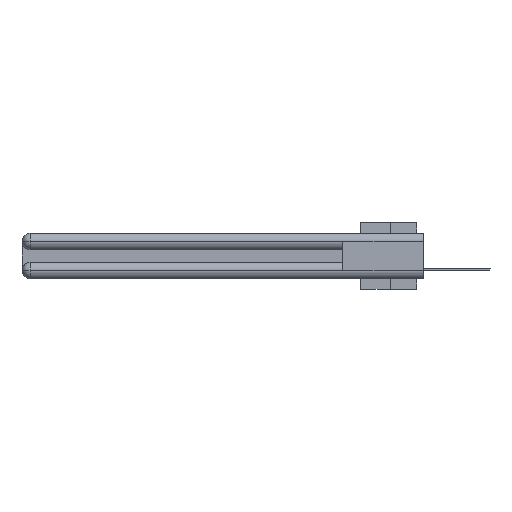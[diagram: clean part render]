
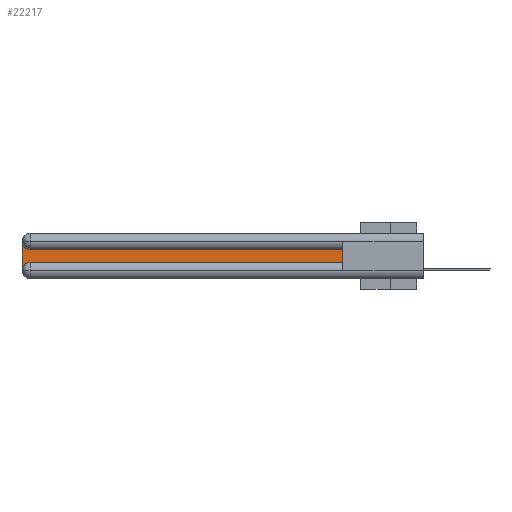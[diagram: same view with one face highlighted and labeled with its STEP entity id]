
A CAD part, left-side view. The second image highlights one B-rep face of the part: STEP entity #22217.
In plain terms, the highlighted planar face has unit normal (-1, 0, 0).
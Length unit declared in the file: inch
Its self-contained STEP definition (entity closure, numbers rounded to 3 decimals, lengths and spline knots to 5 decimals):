
#576 = ORIENTED_EDGE ( 'NONE', *, *, #21709, .T. ) ;
#590 = ORIENTED_EDGE ( 'NONE', *, *, #23838, .T. ) ;
#707 = AXIS2_PLACEMENT_3D ( 'NONE', #16543, #25304, #19582 ) ;
#1870 = DIRECTION ( 'NONE',  ( 1., 0., 0. ) ) ;
#2623 = CARTESIAN_POINT ( 'NONE',  ( 0.075, 0.6, -0.2175 ) ) ;
#5757 = LINE ( 'NONE', #2623, #35640 ) ;
#6775 = CARTESIAN_POINT ( 'NONE',  ( 0.075, 3., -0.2775 ) ) ;
#6781 = VERTEX_POINT ( 'NONE', #35425 ) ;
#8127 = EDGE_CURVE ( 'NONE', #21439, #22416, #13757, .T. ) ;
#11162 = CARTESIAN_POINT ( 'NONE',  ( 0.075, 3., -0.2175 ) ) ;
#11864 = VECTOR ( 'NONE', #20491, 39.37008 ) ;
#13684 = CARTESIAN_POINT ( 'NONE',  ( 0.075, 0.6, -0.2175 ) ) ;
#13757 = LINE ( 'NONE', #11162, #11864 ) ;
#15024 = AXIS2_PLACEMENT_3D ( 'NONE', #27069, #29990, #20968 ) ;
#15534 = CARTESIAN_POINT ( 'NONE',  ( 0.075, 2.94, -0.2175 ) ) ;
#16079 = CARTESIAN_POINT ( 'NONE',  ( 0.075, 3., -0.0625 ) ) ;
#16513 = FACE_OUTER_BOUND ( 'NONE', #37711, .T. ) ;
#16543 = CARTESIAN_POINT ( 'NONE',  ( 0.075, 3., -0.1225 ) ) ;
#16661 = CARTESIAN_POINT ( 'NONE',  ( 0.075, 2.94, -0.0625 ) ) ;
#18221 = CIRCLE ( 'NONE', #26667, 0.06 ) ;
#18353 = VERTEX_POINT ( 'NONE', #26293 ) ;
#19130 = ORIENTED_EDGE ( 'NONE', *, *, #30014, .T. ) ;
#19137 = EDGE_CURVE ( 'NONE', #18353, #6781, #29768, .T. ) ;
#19306 = PLANE ( 'NONE',  #707 ) ;
#19582 = DIRECTION ( 'NONE',  ( 0., 0., -1. ) ) ;
#20491 = DIRECTION ( 'NONE',  ( 0., 0., -1. ) ) ;
#20968 = DIRECTION ( 'NONE',  ( 0., 0., -1. ) ) ;
#21133 = ORIENTED_EDGE ( 'NONE', *, *, #35538, .T. ) ;
#21439 = VERTEX_POINT ( 'NONE', #16079 ) ;
#21709 = EDGE_CURVE ( 'NONE', #33445, #18353, #5757, .T. ) ;
#22217 = ADVANCED_FACE ( 'NONE', ( #16513 ), #19306, .F. ) ;
#22416 = VERTEX_POINT ( 'NONE', #6775 ) ;
#22549 = CARTESIAN_POINT ( 'NONE',  ( 0.075, 0.6, -0.2175 ) ) ;
#23053 = DIRECTION ( 'NONE',  ( 0., 1., 0. ) ) ;
#23273 = ORIENTED_EDGE ( 'NONE', *, *, #8127, .T. ) ;
#23838 = EDGE_CURVE ( 'NONE', #36158, #33445, #25401, .T. ) ;
#24882 = VECTOR ( 'NONE', #37661, 39.37008 ) ;
#25187 = CIRCLE ( 'NONE', #15024, 0.06 ) ;
#25304 = DIRECTION ( 'NONE',  ( 1., 0., 0. ) ) ;
#25401 = LINE ( 'NONE', #13684, #24882 ) ;
#25594 = ORIENTED_EDGE ( 'NONE', *, *, #19137, .T. ) ;
#26176 = CARTESIAN_POINT ( 'NONE',  ( 0.075, 0.6, -0.1225 ) ) ;
#26293 = CARTESIAN_POINT ( 'NONE',  ( 0.075, 0.6, -0.1225 ) ) ;
#26447 = DIRECTION ( 'NONE',  ( 0., 0., 1. ) ) ;
#26667 = AXIS2_PLACEMENT_3D ( 'NONE', #16661, #1870, #34208 ) ;
#27069 = CARTESIAN_POINT ( 'NONE',  ( 0.075, 2.94, -0.2775 ) ) ;
#29768 = LINE ( 'NONE', #26176, #34913 ) ;
#29990 = DIRECTION ( 'NONE',  ( 1., 0., 0. ) ) ;
#30014 = EDGE_CURVE ( 'NONE', #6781, #21439, #18221, .T. ) ;
#33445 = VERTEX_POINT ( 'NONE', #22549 ) ;
#34208 = DIRECTION ( 'NONE',  ( 0., 0., -1. ) ) ;
#34913 = VECTOR ( 'NONE', #23053, 39.37008 ) ;
#35425 = CARTESIAN_POINT ( 'NONE',  ( 0.075, 2.94, -0.1225 ) ) ;
#35538 = EDGE_CURVE ( 'NONE', #22416, #36158, #25187, .T. ) ;
#35640 = VECTOR ( 'NONE', #26447, 39.37008 ) ;
#36158 = VERTEX_POINT ( 'NONE', #15534 ) ;
#37661 = DIRECTION ( 'NONE',  ( 0., -1., 0. ) ) ;
#37711 = EDGE_LOOP ( 'NONE', ( #25594, #19130, #23273, #21133, #590, #576 ) ) ;
